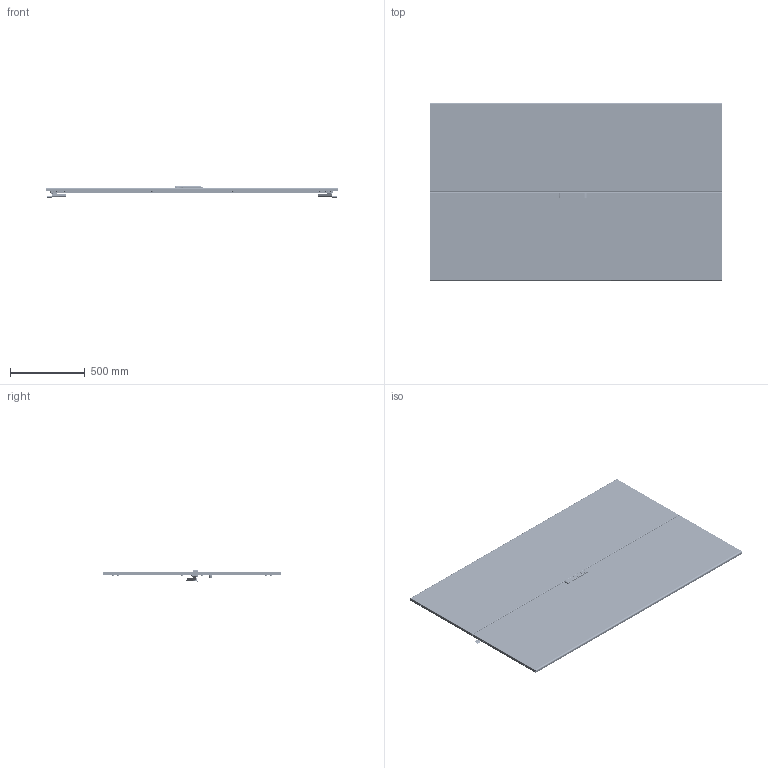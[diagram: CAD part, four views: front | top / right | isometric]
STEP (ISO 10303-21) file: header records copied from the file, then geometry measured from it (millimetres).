
FILE_DESCRIPTION (( 'STEP AP203' ), '1' );
FILE_NAME ('R5CPE20120.step', '2011-02-24T07:44:12', ( 'User' ), ( 'DKC' ), 'SwSTEP 2.0', 'SolidWorks 2010', '' );
FILE_SCHEMA (( 'CONFIG_CONTROL_DESIGN' ));
Products named in the file (45): R5CPE20120; Assem sviluppo porta quadro DX_2000x1200; Sviluppo porta Dx. Quadro_2000x1200; RAMBLOCK montata modificated_Default; maniglia RAM BLOCK modificated_AC00C505; basetta esterna_AC00C506; Sealing ring; inserto chiave per maniglia RAM BLOCK_AC00C389; Ingranaggio per cariglione modificated_AC00C388; ASTINA Superiore_2000; ASTINA Inferiore_2000; linguetta_AC00C387; distanziale di gomma per RAM BLOCK_Default; Pan Head Cross Recess Screw_ISO_ISO 7045 - M4 x 12 - Z --- 12S; Hex Flange Bolt M6x10_ISO 4162 - M6 x 12 x 12-S; AC00C400 Quadro IP55 Guida aste_Default; Nut M6_Hexagon Nut ISO - 4034 - M6 - S; terminator for door.SLDPRT; ribattino AC00C377; boccola AC00C378; Çåðêàëüíî îòðàçèòüterminator for door.SLDPRT; Çåðêàëüíî îòðàçèòüterminator for door.SLDPRT1; Çåðêàëüíî îòðàçèòüribattino AC00C377; Çåðêàëüíî îòðàçèòüboccola AC00C378; Assem sviluppo porta quadro SX_2000x1200; Sviluppo porta Sx. Quadro_2000x1200; Sealing_for_Back_Panels left_2000x1200; Tappo_?????; Montante verticale + Traversa orizzontale interno porta_Montante verticale 2000; AC00C183_Default; Montante verticale + Traversa orizzontale interno porta_Traversa orizzontale 600; end-cap_AC00C061; hinge AC00C170_Default; AC00C254_Default; AC00C184 dado telaio interno porta_Default; land; foam rubber_2000; AC00C180_Default; Capscrew with recessed hexahedron M6 x 10_ISO 4762 M6 x 10 --- 10S; Sostegno autoallineante per porta AC00C446 ...
Assembly tree (129 placements, depth 4):
  R5CPE20120
    Maniglia porte SX AC00C581
    Wood screw 4.2x13_Tapping screw DIN 7049-ST4.2x13-F-H-S
    Sostegno autoallineante per porta AC00C446
    Assem sviluppo porta quadro SX_2000x1200
      AC00C183_Default  x4
      AC00C180_Default  x4
      Tappo_?????  x2
      hinge AC00C170_Default  x4
      Montante verticale + Traversa orizzontale interno porta_Montante verticale 2000  x2
      AC00C184 dado telaio interno porta_Default  x6
      land  x8
      end-cap_AC00C061  x2
      Montante verticale + Traversa orizzontale interno porta_Traversa orizzontale 600  x2
      foam rubber_2000
      Capscrew with recessed hexahedron M6 x 10_ISO 4762 M6 x 10 --- 10S  x4
      Sealing_for_Back_Panels left_2000x1200
      Sviluppo porta Sx. Quadro_2000x1200
      AC00C254_Default  x4
    Çåðêàëüíî îòðàçèòüManiglia porte SX AC00C581
    Flange nut M6_ISO 7044-M6-S  x2
    Button head screw with recessed hexahedron M6 x 14_ISO 7380 - M6 x 12 --- 12S  x2
    Assem sviluppo porta quadro DX_2000x1200
      ASTINA Inferiore_2000
      Nut M6_Hexagon Nut ISO - 4034 - M6 - S  x4
      land  x12
      AC00C254_Default  x4
      AC00C400 Quadro IP55 Guida aste_Default  x4
      AC00C184 dado telaio interno porta_Default  x6
      linguetta_AC00C387
      Tappo_?????  x2
      end-cap_AC00C061  x2
      terminator for door.SLDPRT  x2
        boccola AC00C378
        ribattino AC00C377
      hinge AC00C170_Default  x4
      RAMBLOCK montata modificated_Default
        maniglia RAM BLOCK modificated_AC00C505
        basetta esterna_AC00C506
        Sealing ring
        inserto chiave per maniglia RAM BLOCK_AC00C389
        Ingranaggio per cariglione modificated_AC00C388
      distanziale di gomma per RAM BLOCK_Default  x2
      Pan Head Cross Recess Screw_ISO_ISO 7045 - M4 x 12 - Z --- 12S  x4
      Montante verticale + Traversa orizzontale interno porta_Traversa orizzontale 600  x2
      Sviluppo porta Dx. Quadro_2000x1200
      Çåðêàëüíî îòðàçèòüterminator for door.SLDPRT1
        Çåðêàëüíî îòðàçèòüboccola AC00C378
        Çåðêàëüíî îòðàçèòüribattino AC00C377
      AC00C183_Default  x4
      Montante verticale + Traversa orizzontale interno porta_Montante verticale 2000  x2
      Sealing_for_Back_Panels left_2000x1200
      Hex Flange Bolt M6x10_ISO 4162 - M6 x 12 x 12-S
      Çåðêàëüíî îòðàçèòüterminator for door.SLDPRT
        Çåðêàëüíî îòðàçèòüboccola AC00C378
        Çåðêàëüíî îòðàçèòüribattino AC00C377
      ASTINA Superiore_2000
Bounding box: 1955 x 1191 x 75.46 mm (x, y, z)
Volume: 6956491.9 mm3; surface area: 7198919.4 mm2
Topology: 144 solids, 144 shells, 14806 faces, 41140 edges, 26816 vertices
Faces by surface type: bspline 5731, plane 3978, cylinder 3946, cone 985, torus 120, sphere 46
Entity records: 114144 total; most frequent: CARTESIAN_POINT 36743, ORIENTED_EDGE 15170, DIRECTION 14102, EDGE_CURVE 7585, AXIS2_PLACEMENT_3D 5092, VERTEX_POINT 4825, LINE 3918, VECTOR 3918
